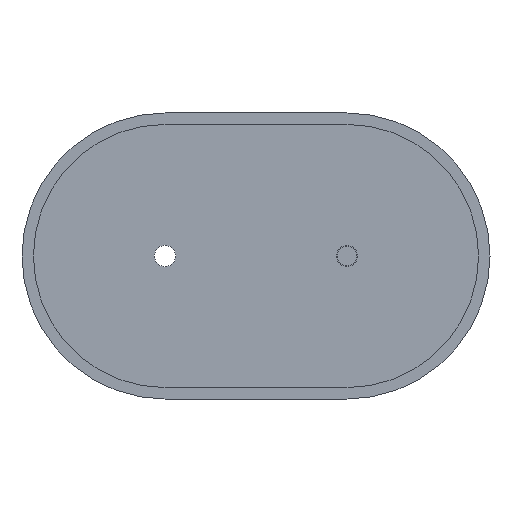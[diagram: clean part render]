
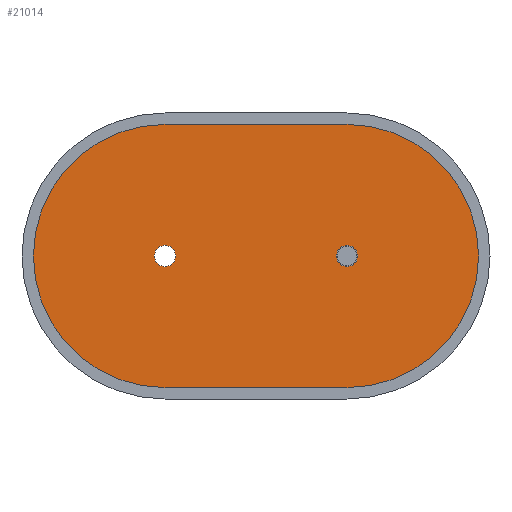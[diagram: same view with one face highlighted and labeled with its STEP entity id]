
A CAD part, front view. The second image highlights one B-rep face of the part: STEP entity #21014.
In plain terms, the highlighted planar face has unit normal (0, -1, 0).
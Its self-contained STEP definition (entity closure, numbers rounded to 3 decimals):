
#46=CIRCLE('',#21710,3.25);
#48=CIRCLE('',#21713,3.25);
#49=CIRCLE('',#21715,41.5);
#51=CIRCLE('',#21719,41.5);
#626=FACE_BOUND('',#3824,.T.);
#627=FACE_BOUND('',#3825,.T.);
#2611=FACE_OUTER_BOUND('',#3823,.T.);
#3823=EDGE_LOOP('',(#19131,#19132,#19133,#19134));
#3824=EDGE_LOOP('',(#19135));
#3825=EDGE_LOOP('',(#19136));
#5938=LINE('',#38894,#8059);
#5942=LINE('',#38905,#8063);
#8059=VECTOR('',#25148,10.);
#8063=VECTOR('',#25160,10.);
#10078=VERTEX_POINT('',#38874);
#10080=VERTEX_POINT('',#38880);
#10081=VERTEX_POINT('',#38884);
#10082=VERTEX_POINT('',#38885);
#10085=VERTEX_POINT('',#38893);
#10087=VERTEX_POINT('',#38899);
#13096=EDGE_CURVE('',#10078,#10078,#46,.T.);
#13099=EDGE_CURVE('',#10080,#10080,#48,.T.);
#13100=EDGE_CURVE('',#10081,#10082,#49,.T.);
#13104=EDGE_CURVE('',#10081,#10085,#5938,.T.);
#13107=EDGE_CURVE('',#10087,#10085,#51,.T.);
#13110=EDGE_CURVE('',#10082,#10087,#5942,.T.);
#19131=ORIENTED_EDGE('',*,*,#13110,.F.);
#19132=ORIENTED_EDGE('',*,*,#13100,.F.);
#19133=ORIENTED_EDGE('',*,*,#13104,.T.);
#19134=ORIENTED_EDGE('',*,*,#13107,.F.);
#19135=ORIENTED_EDGE('',*,*,#13099,.F.);
#19136=ORIENTED_EDGE('',*,*,#13096,.F.);
#19910=PLANE('',#21723);
#21014=ADVANCED_FACE('',(#2611,#626,#627),#19910,.F.);
#21710=AXIS2_PLACEMENT_3D('',#38876,#25129,#25130);
#21713=AXIS2_PLACEMENT_3D('',#38882,#25136,#25137);
#21715=AXIS2_PLACEMENT_3D('',#38886,#25140,#25141);
#21719=AXIS2_PLACEMENT_3D('',#38900,#25153,#25154);
#21723=AXIS2_PLACEMENT_3D('',#38908,#25164,#25165);
#25129=DIRECTION('center_axis',(0.,-1.,0.));
#25130=DIRECTION('ref_axis',(1.,0.,0.));
#25136=DIRECTION('center_axis',(0.,-1.,0.));
#25137=DIRECTION('ref_axis',(1.,0.,0.));
#25140=DIRECTION('center_axis',(0.,1.,0.));
#25141=DIRECTION('ref_axis',(0.,0.,-1.));
#25148=DIRECTION('',(1.,0.,0.));
#25153=DIRECTION('center_axis',(0.,1.,0.));
#25154=DIRECTION('ref_axis',(0.,0.,1.));
#25160=DIRECTION('',(1.,0.,0.));
#25164=DIRECTION('center_axis',(0.,1.,0.));
#25165=DIRECTION('ref_axis',(1.,0.,0.));
#38874=CARTESIAN_POINT('',(-31.25,0.,0.));
#38876=CARTESIAN_POINT('Origin',(-28.,0.,0.));
#38880=CARTESIAN_POINT('',(24.75,0.,0.));
#38882=CARTESIAN_POINT('Origin',(28.,0.,0.));
#38884=CARTESIAN_POINT('',(-28.,0.,-41.5));
#38885=CARTESIAN_POINT('',(-28.,0.,41.5));
#38886=CARTESIAN_POINT('Origin',(-28.,0.,0.));
#38893=CARTESIAN_POINT('',(28.,0.,-41.5));
#38894=CARTESIAN_POINT('',(0.,0.,-41.5));
#38899=CARTESIAN_POINT('',(28.,0.,41.5));
#38900=CARTESIAN_POINT('Origin',(28.,0.,0.));
#38905=CARTESIAN_POINT('',(0.,0.,41.5));
#38908=CARTESIAN_POINT('Origin',(0.,0.,0.));
